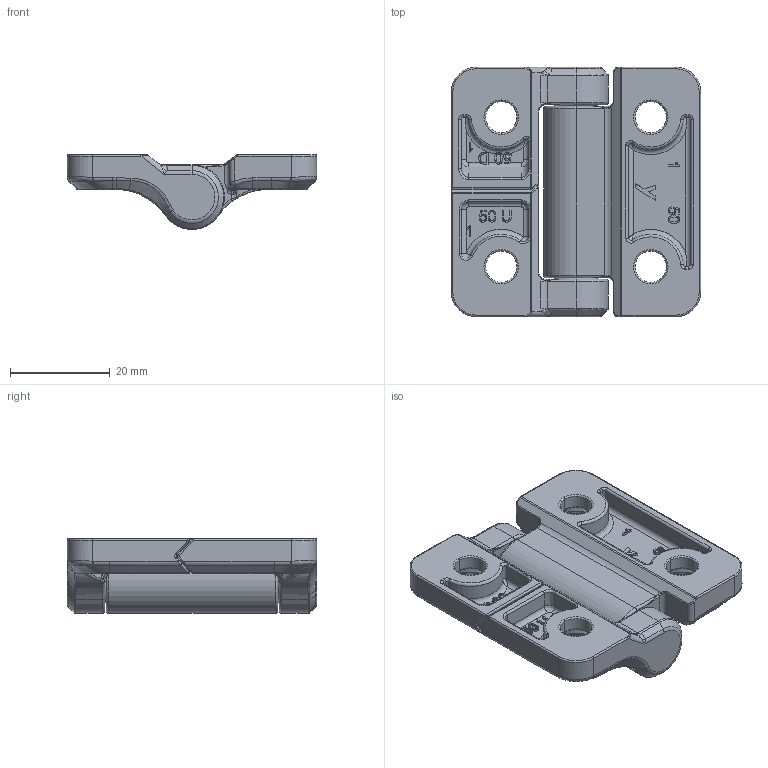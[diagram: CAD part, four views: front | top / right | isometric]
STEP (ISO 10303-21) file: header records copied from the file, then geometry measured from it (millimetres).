
FILE_DESCRIPTION((''),'2;1');
FILE_NAME('CT-2136-50XXX-XX_ASM','2018-09-17T',('Administrator'),(''),'PRO/ENGINEER BY PARAMETRIC TECHNOLOGY CORPORATION, 2010430','PRO/ENGINEER BY PARAMETRIC TECHNOLOGY CORPORATION, 2010430','');
FILE_SCHEMA(('CONFIG_CONTROL_DESIGN'));
Length unit declared in the file: millimetre
Products named in the file (4): T-JL2136-50-02; T-JL2136-50-01D; T-JL2136-50-01U; CT-2136-50XXX-XX_ASM
Assembly tree (3 placements, depth 2):
  CT-2136-50XXX-XX_ASM
    T-JL2136-50-02
    T-JL2136-50-01D
    T-JL2136-50-01U
Bounding box: 50 x 50 x 14.99 mm (x, y, z)
Volume: 15555.9 mm3; surface area: 8952.4 mm2
Topology: 3 solids, 3 shells, 684 faces, 1676 edges, 1012 vertices
Faces by surface type: cylinder 152, extrusion 152, bspline 145, plane 126, torus 85, cone 14, sphere 10
Entity records: 26940 total; most frequent: CARTESIAN_POINT 12137, ORIENTED_EDGE 3352, DIRECTION 2535, EDGE_CURVE 1676, VERTEX_POINT 1012, AXIS2_PLACEMENT_3D 886, VECTOR 763, B_SPLINE_CURVE_WITH_KNOTS 725
